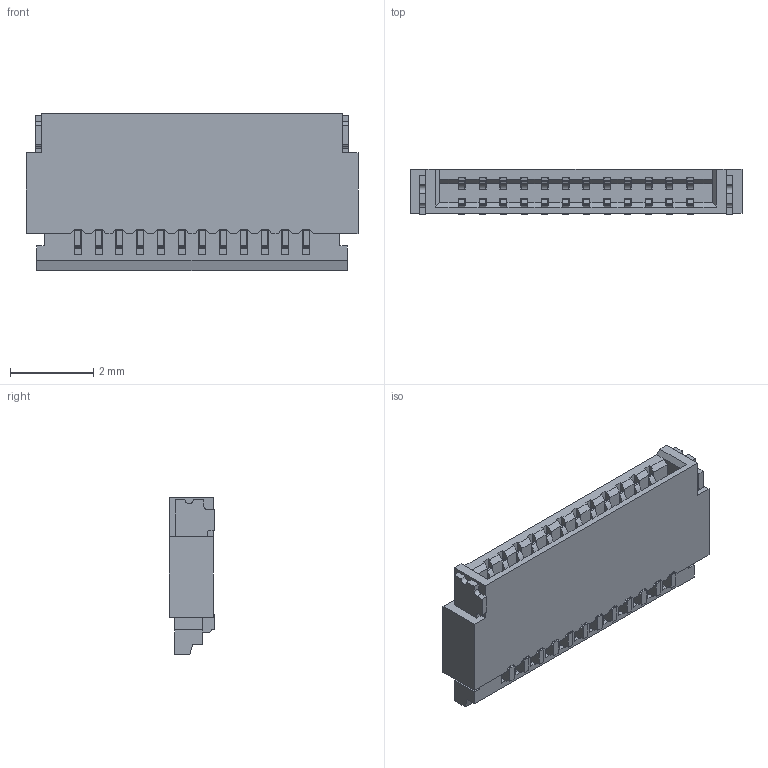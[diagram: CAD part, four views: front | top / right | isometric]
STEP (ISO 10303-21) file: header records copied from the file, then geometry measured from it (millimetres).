
FILE_DESCRIPTION (( 'STEP AP214' ), '1' );
FILE_NAME ('FFC2B28-12-G.STEP', '2021-09-22T21:20:05', ( '' ), ( '' ), 'SwSTEP 2.0', 'SolidWorks 2017', '' );
FILE_SCHEMA (( 'AUTOMOTIVE_DESIGN' ));
Length unit declared in the file: millimetre
Products named in the file (1): FFC2B28-12-G
Bounding box: 8 x 1.1 x 3.8 mm (x, y, z)
Volume: 21.1 mm3; surface area: 207.2 mm2
Topology: 16 solids, 16 shells, 874 faces, 2642 edges, 1752 vertices
Faces by surface type: plane 650, cylinder 224
Entity records: 34999 total; most frequent: ORIENTED_EDGE 5284, CARTESIAN_POINT 5269, DIRECTION 4840, EDGE_CURVE 2642, VECTOR 2194, LINE 2194, VERTEX_POINT 1752, AXIS2_PLACEMENT_3D 1323
